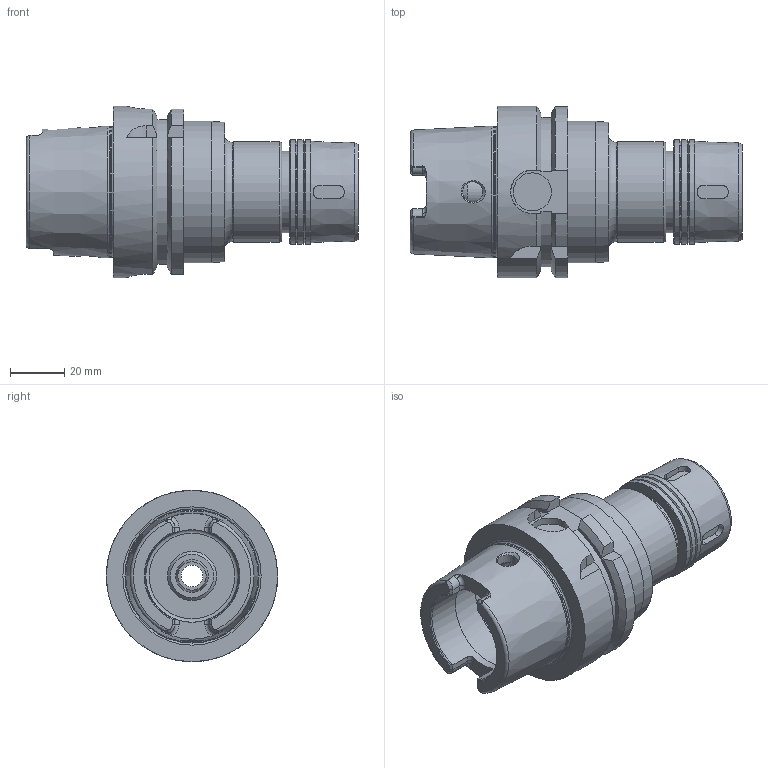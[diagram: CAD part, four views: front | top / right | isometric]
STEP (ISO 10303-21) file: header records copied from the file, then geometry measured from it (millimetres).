
FILE_DESCRIPTION((''),'2;1');
FILE_NAME('538075016090-3D.stp','2020-01-09T19:59:57',('nttooll'),(''),'Autodesk Inventor 2012','Autodesk Inventor 2012','');
FILE_SCHEMA(('AUTOMOTIVE_DESIGN { 1 0 10303 214 1 1 1 1 }'));
Length unit declared in the file: millimetre
Products named in the file (1): 538075016090-3D
Bounding box: 122 x 63 x 63 mm (x, y, z)
Volume: 149833.9 mm3; surface area: 37064.6 mm2
Topology: 1 solids, 1 shells, 181 faces, 434 edges, 274 vertices
Faces by surface type: plane 73, cylinder 54, cone 38, torus 16
Full cylindrical faces by diameter (mm): 7.5 x2, 8 x1, 11.3 x1, 12 x1, 14 x1, 16.5 x1, 17.5 x1, 18 x1, 20 x1, 22.1 x1, 24.5 x1, 28 x1, 30 x1, 34 x1, 34.5 x1, 36.6 x1, 37 x1, 38.4 x3, 40 x1, 48 x1, 52 x1, 63 x1
Entity records: 5360 total; most frequent: CARTESIAN_POINT 1454, DIRECTION 812, ORIENTED_EDGE 734, EDGE_CURVE 367, AXIS2_PLACEMENT_3D 341, VERTEX_POINT 263, EDGE_LOOP 262, FACE_OUTER_BOUND 181
